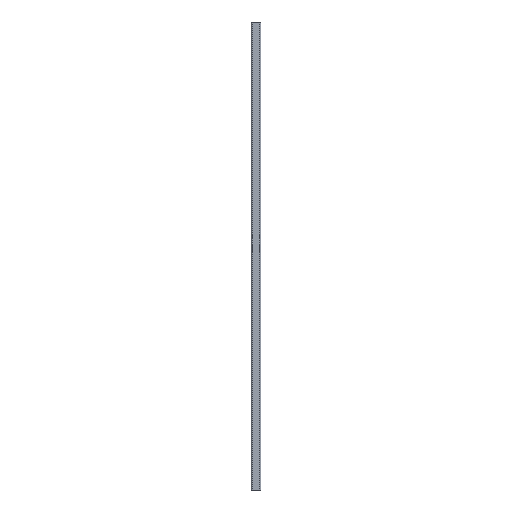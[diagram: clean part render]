
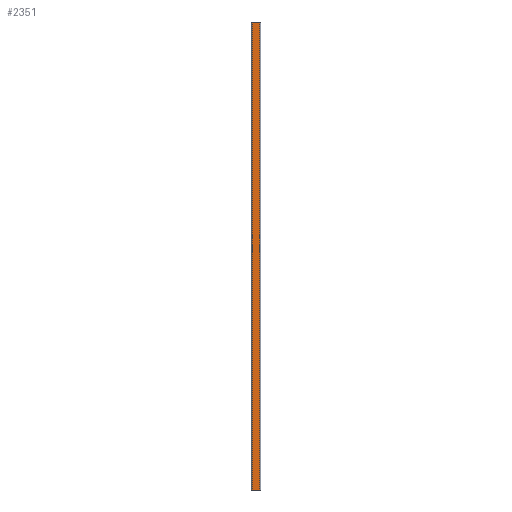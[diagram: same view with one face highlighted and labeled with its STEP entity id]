
A CAD part, left-side view. The second image highlights one B-rep face of the part: STEP entity #2351.
In plain terms, the highlighted planar face has unit normal (-1, 0, 0).
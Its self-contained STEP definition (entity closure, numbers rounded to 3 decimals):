
#285=FACE_OUTER_BOUND($,#405,.T.);
#405=EDGE_LOOP($,(#1817,#1818,#1819,#1820));
#609=LINE($,#3819,#841);
#610=LINE($,#3822,#842);
#611=LINE($,#3824,#843);
#612=LINE($,#3825,#844);
#841=VECTOR($,#3106,1000.);
#842=VECTOR($,#3109,16.);
#843=VECTOR($,#3110,16.);
#844=VECTOR($,#3111,1000.);
#1077=VERTEX_POINT($,#3815);
#1078=VERTEX_POINT($,#3817);
#1079=VERTEX_POINT($,#3821);
#1080=VERTEX_POINT($,#3823);
#1389=EDGE_CURVE($,#1077,#1078,#609,.T.);
#1390=EDGE_CURVE($,#1079,#1077,#610,.T.);
#1391=EDGE_CURVE($,#1080,#1078,#611,.T.);
#1392=EDGE_CURVE($,#1079,#1080,#612,.T.);
#1817=ORIENTED_EDGE($,*,*,#1390,.T.);
#1818=ORIENTED_EDGE($,*,*,#1389,.T.);
#1819=ORIENTED_EDGE($,*,*,#1391,.F.);
#1820=ORIENTED_EDGE($,*,*,#1392,.F.);
#2251=PLANE($,#2554);
#2351=ADVANCED_FACE($,(#285),#2251,.T.);
#2554=AXIS2_PLACEMENT_3D($,#3820,#3107,#3108);
#3106=DIRECTION($,(0.,0.,1.));
#3107=DIRECTION('center_axis',(-1.,0.,0.));
#3108=DIRECTION('ref_axis',(0.,-1.,0.));
#3109=DIRECTION($,(0.,-1.,0.));
#3110=DIRECTION($,(0.,-1.,0.));
#3111=DIRECTION($,(0.,0.,1.));
#3815=CARTESIAN_POINT('',(-13.3,-18.,0.));
#3817=CARTESIAN_POINT('',(-13.3,-18.,1000.));
#3819=CARTESIAN_POINT($,(-13.3,-18.,0.));
#3820=CARTESIAN_POINT('Origin',(-13.3,-2.,0.));
#3821=CARTESIAN_POINT('',(-13.3,-2.,0.));
#3822=CARTESIAN_POINT($,(-13.3,-2.,0.));
#3823=CARTESIAN_POINT('',(-13.3,-2.,1000.));
#3824=CARTESIAN_POINT($,(-13.3,-2.,1000.));
#3825=CARTESIAN_POINT($,(-13.3,-2.,0.));
